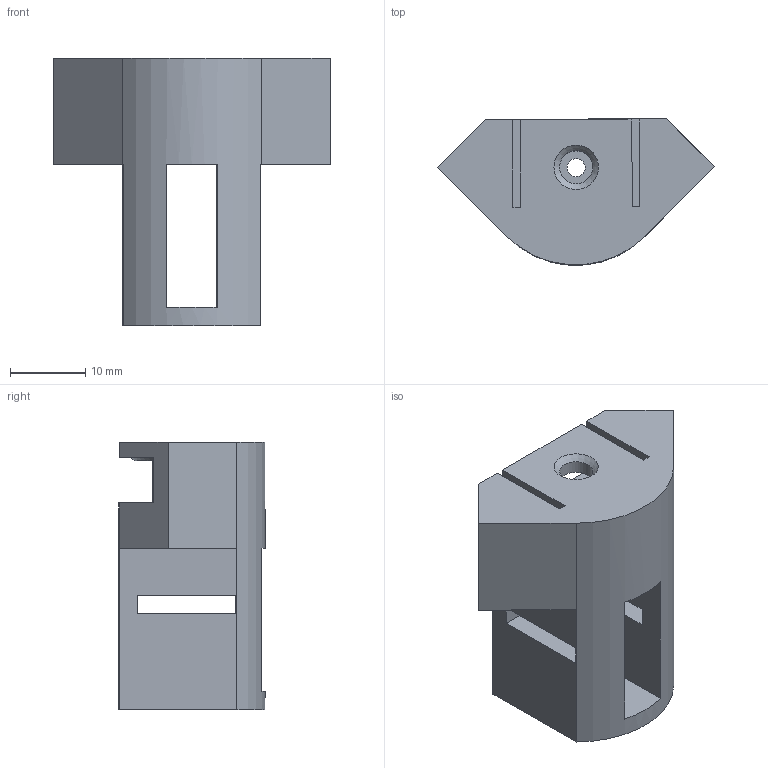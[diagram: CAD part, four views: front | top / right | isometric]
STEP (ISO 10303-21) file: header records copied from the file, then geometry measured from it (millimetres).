
FILE_DESCRIPTION(('HOOPS Exchange Step'),'2;1');
FILE_NAME('temp_export','2023-05-03T21:53:46+19:00',('mjohnson'),('Shapr3D Limited'),'HOOPS Exchange 2022.2','Shapr3D','Authorized');
FILE_SCHEMA( ('AUTOMOTIVE_DESIGN { 1 0 10303 214 1 1 1 1 }') );
Length unit declared in the file: millimetre
Products named in the file (1): root
Bounding box: 36.73 x 19.43 x 35.6 mm (x, y, z)
Volume: 8823.1 mm3; surface area: 5566.4 mm2
Topology: 1 solids, 1 shells, 48 faces, 137 edges, 92 vertices
Faces by surface type: plane 38, cylinder 5, cone 4, bspline 1
Full cylindrical faces by diameter (mm): 2.4 x1, 4.401 x2, 9.8 x1
Entity records: 1677 total; most frequent: CARTESIAN_POINT 361, ORIENTED_EDGE 274, DIRECTION 251, EDGE_CURVE 137, VECTOR 107, LINE 107, VERTEX_POINT 92, AXIS2_PLACEMENT_3D 72
